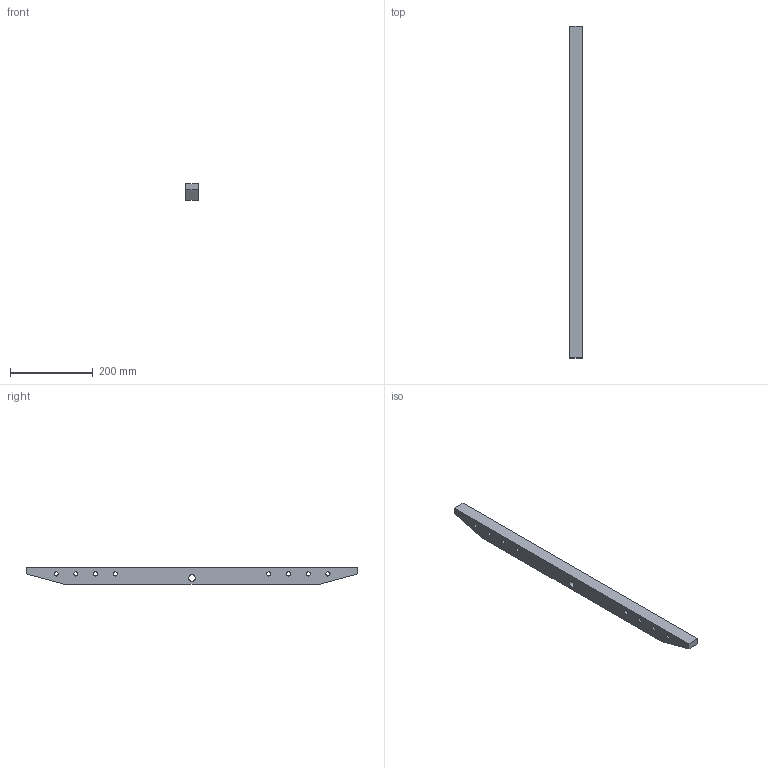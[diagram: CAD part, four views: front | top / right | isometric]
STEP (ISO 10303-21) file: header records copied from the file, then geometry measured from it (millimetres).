
FILE_DESCRIPTION(/* description */ (''),/* implementation_level */ '2;1');
FILE_NAME(/* name */ 'FlyWheel Rails v10.step',/* time_stamp */ '2025-06-15T15:45:49-04:00',/* author */ (''),/* organization */ (''),/* preprocessor_version */ 'ST-DEVELOPER v20.1',/* originating_system */ 'Autodesk Translation Framework v14.10.0.0',/* authorisation */ '');
FILE_SCHEMA (('AUTOMOTIVE_DESIGN { 1 0 10303 214 3 1 1 }'));
Length unit declared in the file: millimetre
Products named in the file (1): FlyWheel Rails
Bounding box: 30 x 800 x 40 mm (x, y, z)
Volume: 864740 mm3; surface area: 116706 mm2
Topology: 1 solids, 1 shells, 196 faces, 515 edges, 344 vertices
Faces by surface type: plane 142, cylinder 28, bspline 26
Full cylindrical faces by diameter (mm): 4.897 x1, 10 x4, 10.1 x4, 11.401 x1
Entity records: 6444 total; most frequent: CARTESIAN_POINT 1698, ORIENTED_EDGE 1030, DIRECTION 855, EDGE_CURVE 515, LINE 401, VECTOR 401, VERTEX_POINT 344, EDGE_LOOP 237
